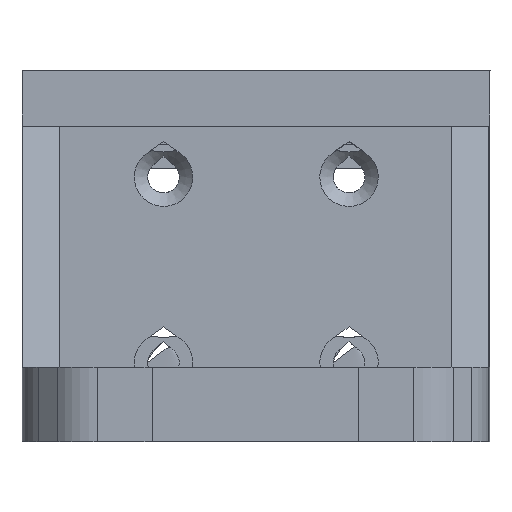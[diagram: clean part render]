
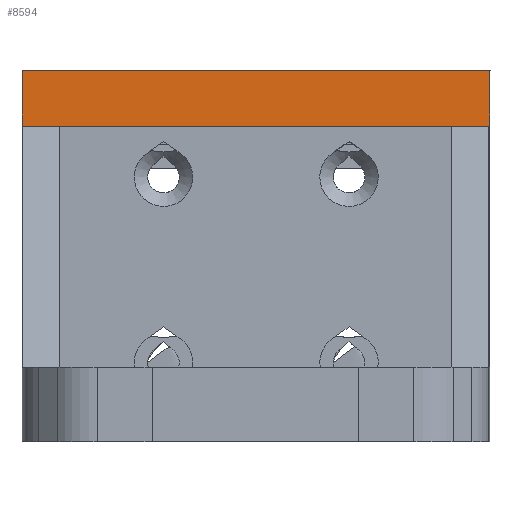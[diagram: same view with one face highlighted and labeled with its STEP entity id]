
A CAD part, left-side view. The second image highlights one B-rep face of the part: STEP entity #8594.
In plain terms, the highlighted planar face has unit normal (-1, 0, 0).
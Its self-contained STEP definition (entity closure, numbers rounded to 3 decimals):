
#451=PLANE('',#9374);
#918=FACE_OUTER_BOUND('',#1432,.T.);
#1432=EDGE_LOOP('',(#7958,#7959,#7960,#7961,#7962,#7963));
#2583=LINE('',#14846,#3474);
#2585=LINE('',#14855,#3476);
#2586=LINE('',#14856,#3477);
#2587=LINE('',#14858,#3478);
#2588=LINE('',#14860,#3479);
#2589=LINE('',#14861,#3480);
#3474=VECTOR('',#11754,10.);
#3476=VECTOR('',#11762,10.);
#3477=VECTOR('',#11763,10.);
#3478=VECTOR('',#11764,10.);
#3479=VECTOR('',#11765,10.);
#3480=VECTOR('',#11766,10.);
#4300=VERTEX_POINT('',#14843);
#4301=VERTEX_POINT('',#14845);
#4304=VERTEX_POINT('',#14853);
#4305=VERTEX_POINT('',#14854);
#4306=VERTEX_POINT('',#14857);
#4307=VERTEX_POINT('',#14859);
#5521=EDGE_CURVE('',#4301,#4300,#2583,.T.);
#5525=EDGE_CURVE('',#4304,#4305,#2585,.T.);
#5526=EDGE_CURVE('',#4304,#4301,#2586,.T.);
#5527=EDGE_CURVE('',#4306,#4300,#2587,.T.);
#5528=EDGE_CURVE('',#4307,#4306,#2588,.T.);
#5529=EDGE_CURVE('',#4305,#4307,#2589,.T.);
#7958=ORIENTED_EDGE('',*,*,#5525,.F.);
#7959=ORIENTED_EDGE('',*,*,#5526,.T.);
#7960=ORIENTED_EDGE('',*,*,#5521,.T.);
#7961=ORIENTED_EDGE('',*,*,#5527,.F.);
#7962=ORIENTED_EDGE('',*,*,#5528,.F.);
#7963=ORIENTED_EDGE('',*,*,#5529,.F.);
#8594=ADVANCED_FACE('',(#918),#451,.F.);
#9374=AXIS2_PLACEMENT_3D('',#14852,#11760,#11761);
#11754=DIRECTION('',(0.,1.,0.));
#11760=DIRECTION('center_axis',(1.,0.,0.));
#11761=DIRECTION('ref_axis',(0.,1.,0.));
#11762=DIRECTION('',(0.,1.,0.));
#11763=DIRECTION('',(0.,0.,1.));
#11764=DIRECTION('',(0.,0.,1.));
#11765=DIRECTION('',(0.,1.,0.));
#11766=DIRECTION('',(0.,1.,0.));
#14843=CARTESIAN_POINT('',(44.401,52.043,52.772));
#14845=CARTESIAN_POINT('',(44.401,1.624,52.772));
#14846=CARTESIAN_POINT('',(44.401,39.438,52.772));
#14852=CARTESIAN_POINT('Origin',(44.401,1.624,46.772));
#14853=CARTESIAN_POINT('',(44.401,1.624,46.772));
#14854=CARTESIAN_POINT('',(44.401,1.811,46.772));
#14855=CARTESIAN_POINT('',(44.401,39.438,46.772));
#14856=CARTESIAN_POINT('',(44.401,1.624,46.772));
#14857=CARTESIAN_POINT('',(44.401,52.043,46.772));
#14858=CARTESIAN_POINT('',(44.401,52.043,46.772));
#14859=CARTESIAN_POINT('',(44.401,52.032,46.772));
#14860=CARTESIAN_POINT('',(44.401,39.438,46.772));
#14861=CARTESIAN_POINT('',(44.401,39.438,46.772));
